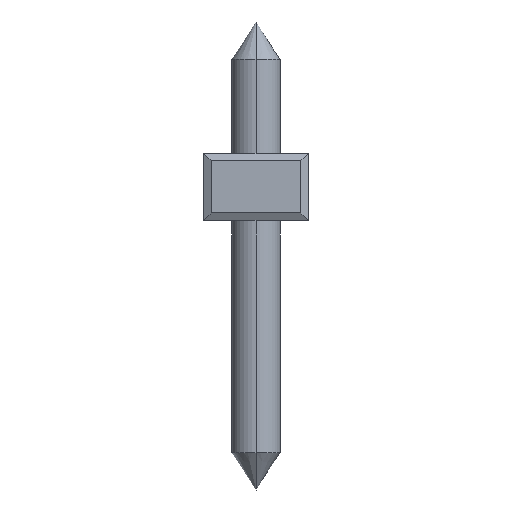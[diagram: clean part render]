
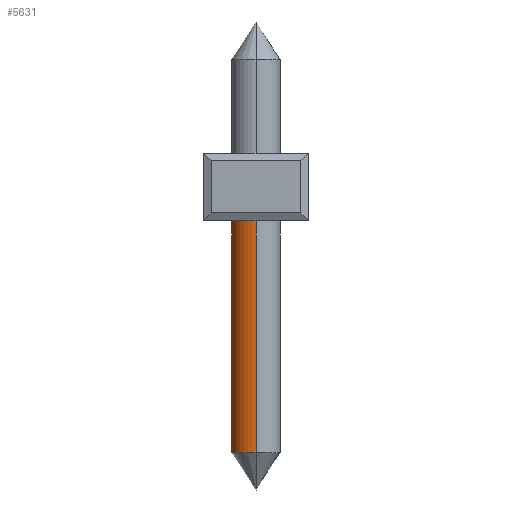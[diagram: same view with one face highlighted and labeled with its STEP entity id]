
A CAD part, front view. The second image highlights one B-rep face of the part: STEP entity #5631.
In plain terms, the highlighted cylindrical face has radius 0.65 mm (diameter 1.3 mm), a partial arc.
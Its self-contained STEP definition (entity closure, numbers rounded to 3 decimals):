
#1541=CARTESIAN_POINT('',(1.4,-47.5,0.2));
#1542=DIRECTION('',(0.,0.,1.));
#1543=DIRECTION('',(0.,1.,0.));
#1544=AXIS2_PLACEMENT_3D('',#1541,#1542,#1543);
#1551=CARTESIAN_POINT('',(1.4,-47.5,-6.2));
#1552=DIRECTION('',(0.,0.,1.));
#1553=DIRECTION('',(0.,1.,0.));
#1554=AXIS2_PLACEMENT_3D('',#1551,#1552,#1553);
#1556=DIRECTION('',(0.,0.,1.));
#1557=VECTOR('',#1556,6.4);
#1558=CARTESIAN_POINT('',(1.4,-46.85,-6.2));
#1559=LINE('',#1558,#1557);
#1565=DIRECTION('',(0.,0.,1.));
#1566=VECTOR('',#1565,6.4);
#1567=CARTESIAN_POINT('',(1.4,-48.15,-6.2));
#1568=LINE('',#1567,#1566);
#3814=CARTESIAN_POINT('',(1.4,-46.85,-6.2));
#3816=VERTEX_POINT('',#3814);
#3821=CARTESIAN_POINT('',(1.4,-48.15,-6.2));
#3822=VERTEX_POINT('',#3821);
#3825=CARTESIAN_POINT('',(1.4,-46.85,0.2));
#3826=CARTESIAN_POINT('',(1.4,-48.15,0.2));
#3827=VERTEX_POINT('',#3825);
#3828=VERTEX_POINT('',#3826);
#5617=CARTESIAN_POINT('',(1.4,-47.5,-7.825));
#5618=DIRECTION('',(0.,0.,1.));
#5619=DIRECTION('',(0.,1.,0.));
#5620=AXIS2_PLACEMENT_3D('',#5617,#5618,#5619);
#5621=CYLINDRICAL_SURFACE('',#5620,0.65);
#5622=ORIENTED_EDGE('',*,*,#5598,.T.);
#5624=ORIENTED_EDGE('',*,*,#5623,.F.);
#5626=ORIENTED_EDGE('',*,*,#5625,.F.);
#5628=ORIENTED_EDGE('',*,*,#5627,.T.);
#5629=EDGE_LOOP('',(#5622,#5624,#5626,#5628));
#5630=FACE_OUTER_BOUND('',#5629,.F.);
#5631=ADVANCED_FACE('',(#5630),#5621,.T.);
#1545=CIRCLE('',#1544,0.65);
#1555=CIRCLE('',#1554,0.65);
#5598=EDGE_CURVE('',#3827,#3828,#1545,.T.);
#5623=EDGE_CURVE('',#3822,#3828,#1568,.T.);
#5625=EDGE_CURVE('',#3816,#3822,#1555,.T.);
#5627=EDGE_CURVE('',#3816,#3827,#1559,.T.);
